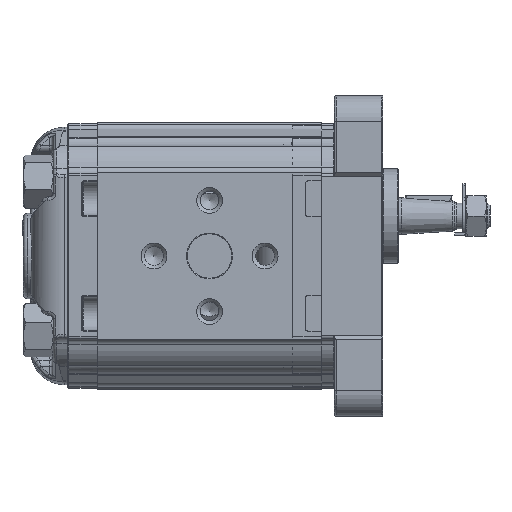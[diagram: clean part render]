
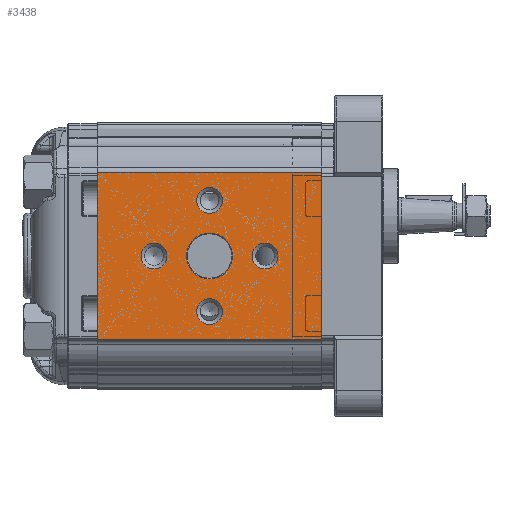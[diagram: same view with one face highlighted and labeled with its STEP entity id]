
A CAD part, left-side view. The second image highlights one B-rep face of the part: STEP entity #3438.
In plain terms, the highlighted face is planar.
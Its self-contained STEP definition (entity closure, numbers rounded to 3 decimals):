
#3438 = ADVANCED_FACE( '', ( #8308, #8309, #8310, #8311, #8312, #8313 ), #8314, .T. );
#8308 = FACE_BOUND( '', #15771, .T. );
#8309 = FACE_BOUND( '', #15772, .T. );
#8310 = FACE_BOUND( '', #15773, .T. );
#8311 = FACE_BOUND( '', #15774, .T. );
#8312 = FACE_BOUND( '', #15775, .T. );
#8313 = FACE_OUTER_BOUND( '', #15776, .T. );
#8314 = PLANE( '', #15777 );
#15771 = EDGE_LOOP( '', ( #28115 ) );
#15772 = EDGE_LOOP( '', ( #28116 ) );
#15773 = EDGE_LOOP( '', ( #28117 ) );
#15774 = EDGE_LOOP( '', ( #28118 ) );
#15775 = EDGE_LOOP( '', ( #28119 ) );
#15776 = EDGE_LOOP( '', ( #28120, #28121, #28122, #28123 ) );
#15777 = AXIS2_PLACEMENT_3D( '', #28124, #28125, #28126 );
#28115 = ORIENTED_EDGE( '', *, *, #41056, .T. );
#28116 = ORIENTED_EDGE( '', *, *, #43317, .T. );
#28117 = ORIENTED_EDGE( '', *, *, #43318, .T. );
#28118 = ORIENTED_EDGE( '', *, *, #40492, .T. );
#28119 = ORIENTED_EDGE( '', *, *, #43319, .T. );
#28120 = ORIENTED_EDGE( '', *, *, #43320, .T. );
#28121 = ORIENTED_EDGE( '', *, *, #43047, .T. );
#28122 = ORIENTED_EDGE( '', *, *, #43321, .T. );
#28123 = ORIENTED_EDGE( '', *, *, #42688, .F. );
#28124 = CARTESIAN_POINT( '', ( 33., 132.376, -45.494 ) );
#28125 = DIRECTION( '', ( 1., 0., 0. ) );
#28126 = DIRECTION( '', ( 0., 0., -1. ) );
#40492 = EDGE_CURVE( '', #48012, #48012, #48013, .F. );
#41056 = EDGE_CURVE( '', #48968, #48968, #48969, .F. );
#42688 = EDGE_CURVE( '', #51609, #51611, #51612, .T. );
#43047 = EDGE_CURVE( '', #52123, #52121, #52124, .T. );
#43317 = EDGE_CURVE( '', #52517, #52517, #52518, .F. );
#43318 = EDGE_CURVE( '', #52519, #52519, #52520, .F. );
#43319 = EDGE_CURVE( '', #52521, #52521, #52522, .F. );
#43320 = EDGE_CURVE( '', #51609, #52123, #52523, .T. );
#43321 = EDGE_CURVE( '', #52121, #51611, #52524, .F. );
#48012 = VERTEX_POINT( '', #59020 );
#48013 = CIRCLE( '', #59021, 3.5 );
#48968 = VERTEX_POINT( '', #60873 );
#48969 = CIRCLE( '', #60874, 6.2 );
#51609 = VERTEX_POINT( '', #66388 );
#51611 = VERTEX_POINT( '', #66390 );
#51612 = LINE( '', #66391, #66392 );
#52121 = VERTEX_POINT( '', #67407 );
#52123 = VERTEX_POINT( '', #67409 );
#52124 = LINE( '', #67410, #67411 );
#52517 = VERTEX_POINT( '', #68109 );
#52518 = CIRCLE( '', #68110, 3.5 );
#52519 = VERTEX_POINT( '', #68111 );
#52520 = CIRCLE( '', #68112, 3.5 );
#52521 = VERTEX_POINT( '', #68113 );
#52522 = CIRCLE( '', #68114, 3.5 );
#52523 = LINE( '', #68115, #68116 );
#52524 = LINE( '', #68117, #68118 );
#59020 = CARTESIAN_POINT( '', ( 33., 30.25, 11.5 ) );
#59021 = AXIS2_PLACEMENT_3D( '', #77432, #77433, #77434 );
#60873 = CARTESIAN_POINT( '', ( 33., 30.25, -6.2 ) );
#60874 = AXIS2_PLACEMENT_3D( '', #78176, #78177, #78178 );
#66388 = CARTESIAN_POINT( '', ( 33., 60.5, 22.5 ) );
#66390 = CARTESIAN_POINT( '', ( 33., 60.5, -22.5 ) );
#66391 = CARTESIAN_POINT( '', ( 33., 60.5, -21.711 ) );
#66392 = VECTOR( '', #80175, 1000. );
#67407 = CARTESIAN_POINT( '', ( 33., 0., -22.5 ) );
#67409 = CARTESIAN_POINT( '', ( 33., 0., 22.5 ) );
#67410 = CARTESIAN_POINT( '', ( 33., 0., -21.711 ) );
#67411 = VECTOR( '', #80563, 1000. );
#68109 = CARTESIAN_POINT( '', ( 33., 30.25, -18.5 ) );
#68110 = AXIS2_PLACEMENT_3D( '', #80869, #80870, #80871 );
#68111 = CARTESIAN_POINT( '', ( 33., 45.25, -3.5 ) );
#68112 = AXIS2_PLACEMENT_3D( '', #80872, #80873, #80874 );
#68113 = CARTESIAN_POINT( '', ( 33., 15.25, -3.5 ) );
#68114 = AXIS2_PLACEMENT_3D( '', #80875, #80876, #80877 );
#68115 = CARTESIAN_POINT( '', ( 33., 60.5, 22.5 ) );
#68116 = VECTOR( '', #80878, 1000. );
#68117 = CARTESIAN_POINT( '', ( 33., 60.5, -22.5 ) );
#68118 = VECTOR( '', #80879, 1000. );
#77432 = CARTESIAN_POINT( '', ( 33., 30.25, 15. ) );
#77433 = DIRECTION( '', ( 1., 0., 0. ) );
#77434 = DIRECTION( '', ( 0., 0., -1. ) );
#78176 = CARTESIAN_POINT( '', ( 33., 30.25, 0. ) );
#78177 = DIRECTION( '', ( 1., 0., 0. ) );
#78178 = DIRECTION( '', ( 0., 0., -1. ) );
#80175 = DIRECTION( '', ( 0., 0., -1. ) );
#80563 = DIRECTION( '', ( 0., 0., -1. ) );
#80869 = CARTESIAN_POINT( '', ( 33., 30.25, -15. ) );
#80870 = DIRECTION( '', ( 1., 0., 0. ) );
#80871 = DIRECTION( '', ( 0., 0., -1. ) );
#80872 = CARTESIAN_POINT( '', ( 33., 45.25, 0. ) );
#80873 = DIRECTION( '', ( 1., 0., 0. ) );
#80874 = DIRECTION( '', ( 0., 0., -1. ) );
#80875 = CARTESIAN_POINT( '', ( 33., 15.25, 0. ) );
#80876 = DIRECTION( '', ( 1., 0., 0. ) );
#80877 = DIRECTION( '', ( 0., 0., -1. ) );
#80878 = DIRECTION( '', ( 0., -1., 0. ) );
#80879 = DIRECTION( '', ( 0., -1., 0. ) );
